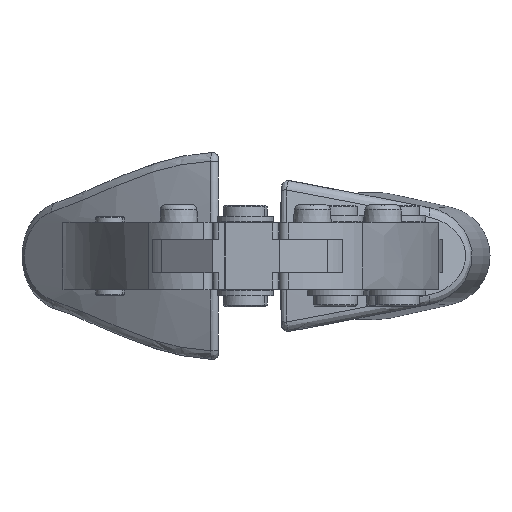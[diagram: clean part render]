
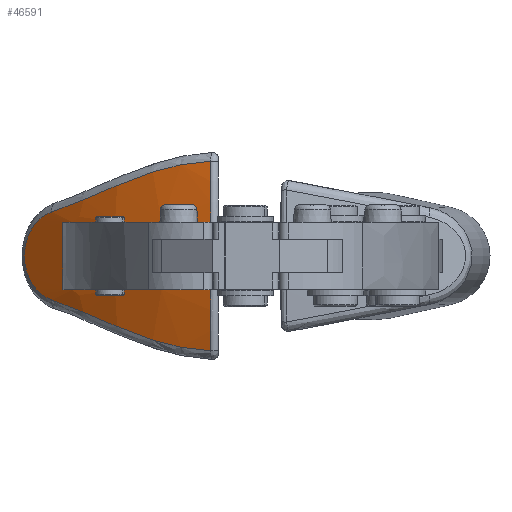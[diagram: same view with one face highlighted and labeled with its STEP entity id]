
A CAD part, left-side view. The second image highlights one B-rep face of the part: STEP entity #46591.
In plain terms, the highlighted spherical face has radius 86.8 mm.
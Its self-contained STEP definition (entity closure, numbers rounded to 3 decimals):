
#8543=AXIS2_PLACEMENT_3D('Circle Axis2P3D',#8541,#8542,$) ;
#12200=AXIS2_PLACEMENT_3D('Circle Axis2P3D',#12198,#12199,$) ;
#46570=AXIS2_PLACEMENT_3D('Sphere Axis2P3D',#46567,#46568,#46569) ;
#3573=CARTESIAN_POINT('Vertex',(84.835,75.415,24.784)) ;
#3664=CARTESIAN_POINT('Vertex',(69.491,50.38,24.784)) ;
#3668=CARTESIAN_POINT('Control Point',(69.491,50.38,24.784)) ;
#3669=CARTESIAN_POINT('Control Point',(71.677,55.862,24.784)) ;
#3670=CARTESIAN_POINT('Control Point',(74.33,61.157,24.784)) ;
#3671=CARTESIAN_POINT('Control Point',(77.429,66.213,24.784)) ;
#3672=CARTESIAN_POINT('Control Point',(80.944,70.98,24.784)) ;
#3673=CARTESIAN_POINT('Control Point',(84.835,75.415,24.784)) ;
#8211=CARTESIAN_POINT('Vertex',(84.835,75.415,12.584)) ;
#8220=CARTESIAN_POINT('Control Point',(84.835,75.415,24.784)) ;
#8221=CARTESIAN_POINT('Control Point',(84.505,75.472,20.727)) ;
#8222=CARTESIAN_POINT('Control Point',(84.505,75.472,16.642)) ;
#8223=CARTESIAN_POINT('Control Point',(84.835,75.415,12.584)) ;
#8538=CARTESIAN_POINT('Vertex',(71.1,50.401,35.777)) ;
#8541=CARTESIAN_POINT('Axis2P3D Location',(149.477,51.441,18.684)) ;
#12168=CARTESIAN_POINT('Vertex',(71.1,50.401,1.592)) ;
#12195=CARTESIAN_POINT('Vertex',(69.491,50.38,12.584)) ;
#12198=CARTESIAN_POINT('Axis2P3D Location',(149.477,51.441,18.684)) ;
#32549=CARTESIAN_POINT('Control Point',(71.1,50.401,1.592)) ;
#32550=CARTESIAN_POINT('Control Point',(72.393,53.63,1.692)) ;
#32551=CARTESIAN_POINT('Control Point',(73.758,56.782,2.204)) ;
#32552=CARTESIAN_POINT('Control Point',(75.182,59.814,3.067)) ;
#32553=CARTESIAN_POINT('Control Point',(78.264,65.726,5.189)) ;
#32554=CARTESIAN_POINT('Control Point',(81.874,71.232,7.632)) ;
#32555=CARTESIAN_POINT('Control Point',(83.871,73.932,8.83)) ;
#32556=CARTESIAN_POINT('Control Point',(86.068,76.56,9.906)) ;
#32557=CARTESIAN_POINT('Control Point',(88.477,79.105,10.756)) ;
#32558=CARTESIAN_POINT('Vertex',(88.477,79.105,10.756)) ;
#32720=CARTESIAN_POINT('Vertex',(88.477,79.105,26.613)) ;
#32724=CARTESIAN_POINT('Control Point',(88.477,79.105,10.756)) ;
#32725=CARTESIAN_POINT('Control Point',(89.245,79.916,11.02)) ;
#32726=CARTESIAN_POINT('Control Point',(89.98,80.687,11.448)) ;
#32727=CARTESIAN_POINT('Control Point',(90.649,81.384,12.02)) ;
#32728=CARTESIAN_POINT('Control Point',(91.783,82.56,13.338)) ;
#32729=CARTESIAN_POINT('Control Point',(92.558,83.357,14.947)) ;
#32730=CARTESIAN_POINT('Control Point',(92.844,83.649,15.776)) ;
#32731=CARTESIAN_POINT('Control Point',(93.091,83.901,16.863)) ;
#32732=CARTESIAN_POINT('Control Point',(93.187,83.999,17.97)) ;
#32733=CARTESIAN_POINT('Control Point',(93.201,84.014,18.208)) ;
#32734=CARTESIAN_POINT('Control Point',(93.208,84.021,18.446)) ;
#32735=CARTESIAN_POINT('Control Point',(93.208,84.021,18.684)) ;
#32736=CARTESIAN_POINT('Vertex',(93.208,84.021,18.684)) ;
#32740=CARTESIAN_POINT('Control Point',(93.208,84.021,18.684)) ;
#32741=CARTESIAN_POINT('Control Point',(93.208,84.021,19.32)) ;
#32742=CARTESIAN_POINT('Control Point',(93.159,83.971,19.955)) ;
#32743=CARTESIAN_POINT('Control Point',(93.061,83.87,20.585)) ;
#32744=CARTESIAN_POINT('Control Point',(92.59,83.39,22.562)) ;
#32745=CARTESIAN_POINT('Control Point',(91.625,82.399,24.354)) ;
#32746=CARTESIAN_POINT('Control Point',(90.734,81.477,25.432)) ;
#32747=CARTESIAN_POINT('Control Point',(89.643,80.336,26.212)) ;
#32748=CARTESIAN_POINT('Control Point',(88.477,79.105,26.613)) ;
#32843=CARTESIAN_POINT('Control Point',(71.1,50.401,35.777)) ;
#32844=CARTESIAN_POINT('Control Point',(72.368,53.566,35.679)) ;
#32845=CARTESIAN_POINT('Control Point',(73.704,56.658,35.185)) ;
#32846=CARTESIAN_POINT('Control Point',(75.098,59.635,34.353)) ;
#32847=CARTESIAN_POINT('Control Point',(78.168,65.56,32.254)) ;
#32848=CARTESIAN_POINT('Control Point',(81.758,71.076,29.806)) ;
#32849=CARTESIAN_POINT('Control Point',(83.785,73.83,28.581)) ;
#32850=CARTESIAN_POINT('Control Point',(86.021,76.511,27.479)) ;
#32851=CARTESIAN_POINT('Control Point',(88.477,79.105,26.613)) ;
#46567=CARTESIAN_POINT('Axis2P3D Location',(149.917,18.306,18.684)) ;
#46573=CARTESIAN_POINT('Control Point',(69.491,50.38,12.584)) ;
#46574=CARTESIAN_POINT('Control Point',(71.68,55.868,12.584)) ;
#46575=CARTESIAN_POINT('Control Point',(74.338,61.169,12.584)) ;
#46576=CARTESIAN_POINT('Control Point',(77.425,66.206,12.584)) ;
#46577=CARTESIAN_POINT('Control Point',(80.942,70.978,12.584)) ;
#46578=CARTESIAN_POINT('Control Point',(84.835,75.415,12.584)) ;
#8542=DIRECTION('Axis2P3D Direction',(-0.013,1.,0.)) ;
#12199=DIRECTION('Axis2P3D Direction',(-0.013,1.,0.)) ;
#46568=DIRECTION('Axis2P3D Direction',(0.,-1.,0.)) ;
#46569=DIRECTION('Axis2P3D XDirection',(-0.94,0.,0.342)) ;
#46581=ORIENTED_EDGE('',*,*,#8545,.T.) ;
#46582=ORIENTED_EDGE('',*,*,#32852,.T.) ;
#46583=ORIENTED_EDGE('',*,*,#32749,.T.) ;
#46584=ORIENTED_EDGE('',*,*,#32738,.T.) ;
#46585=ORIENTED_EDGE('',*,*,#32560,.T.) ;
#46586=ORIENTED_EDGE('',*,*,#12202,.T.) ;
#46587=ORIENTED_EDGE('',*,*,#46579,.T.) ;
#46588=ORIENTED_EDGE('',*,*,#8224,.F.) ;
#46589=ORIENTED_EDGE('',*,*,#3674,.F.) ;
#46591=ADVANCED_FACE('Hauptk\X2\00F6\X0\rper',(#46590),#46571,.T.) ;
#3667=B_SPLINE_CURVE_WITH_KNOTS('',5,(#3668,#3669,#3670,#3671,#3672,#3673),.UNSPECIFIED.,.F.,.U.,(6,6),(0.,41.745),.UNSPECIFIED.) ;
#8219=B_SPLINE_CURVE_WITH_KNOTS('',3,(#8220,#8221,#8222,#8223),.UNSPECIFIED.,.F.,.U.,(4,4),(0.,17.282),.UNSPECIFIED.) ;
#32548=B_SPLINE_CURVE_WITH_KNOTS('',5,(#32549,#32550,#32551,#32552,#32553,#32554,#32555,#32556,#32557),.UNSPECIFIED.,.F.,.U.,(6,3,6),(12.602,29.919,47.669),.UNSPECIFIED.) ;
#32723=B_SPLINE_CURVE_WITH_KNOTS('',5,(#32724,#32725,#32726,#32727,#32728,#32729,#32730,#32731,#32732,#32733,#32734,#32735),.UNSPECIFIED.,.F.,.U.,(6,3,3,6),(25.579,31.479,37.085,38.616),.UNSPECIFIED.) ;
#32739=B_SPLINE_CURVE_WITH_KNOTS('',5,(#32740,#32741,#32742,#32743,#32744,#32745,#32746,#32747,#32748),.UNSPECIFIED.,.F.,.U.,(6,3,6),(38.616,42.7,51.655),.UNSPECIFIED.) ;
#32842=B_SPLINE_CURVE_WITH_KNOTS('',5,(#32843,#32844,#32845,#32846,#32847,#32848,#32849,#32850,#32851),.UNSPECIFIED.,.F.,.U.,(6,3,6),(12.602,29.576,47.668),.UNSPECIFIED.) ;
#46572=B_SPLINE_CURVE_WITH_KNOTS('',5,(#46573,#46574,#46575,#46576,#46577,#46578),.UNSPECIFIED.,.F.,.U.,(6,6),(0.,41.844),.UNSPECIFIED.) ;
#8544=CIRCLE('generated circle',#8543,80.225) ;
#12201=CIRCLE('generated circle',#12200,80.225) ;
#3674=EDGE_CURVE('',#3665,#3574,#3667,.T.) ;
#8224=EDGE_CURVE('',#3574,#8212,#8219,.T.) ;
#8545=EDGE_CURVE('',#3665,#8539,#8544,.T.) ;
#12202=EDGE_CURVE('',#12169,#12196,#12201,.T.) ;
#32560=EDGE_CURVE('',#32559,#12169,#32548,.F.) ;
#32738=EDGE_CURVE('',#32737,#32559,#32723,.F.) ;
#32749=EDGE_CURVE('',#32721,#32737,#32739,.F.) ;
#32852=EDGE_CURVE('',#8539,#32721,#32842,.T.) ;
#46579=EDGE_CURVE('',#12196,#8212,#46572,.T.) ;
#46580=EDGE_LOOP('',(#46581,#46582,#46583,#46584,#46585,#46586,#46587,#46588,#46589)) ;
#46590=FACE_OUTER_BOUND('',#46580,.T.) ;
#46571=SPHERICAL_SURFACE('',#46570,86.8) ;
#3574=VERTEX_POINT('',#3573) ;
#3665=VERTEX_POINT('',#3664) ;
#8212=VERTEX_POINT('',#8211) ;
#8539=VERTEX_POINT('',#8538) ;
#12169=VERTEX_POINT('',#12168) ;
#12196=VERTEX_POINT('',#12195) ;
#32559=VERTEX_POINT('',#32558) ;
#32721=VERTEX_POINT('',#32720) ;
#32737=VERTEX_POINT('',#32736) ;
